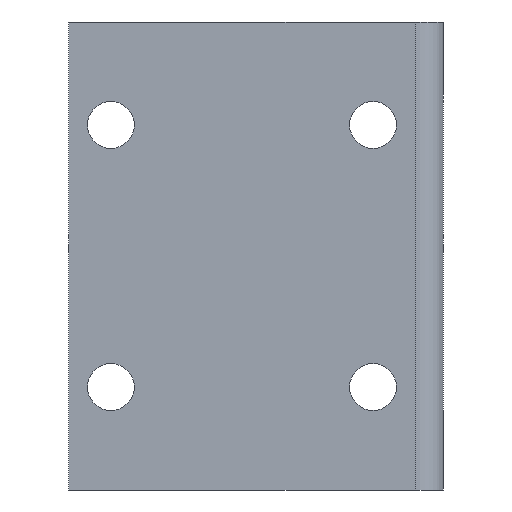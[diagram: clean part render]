
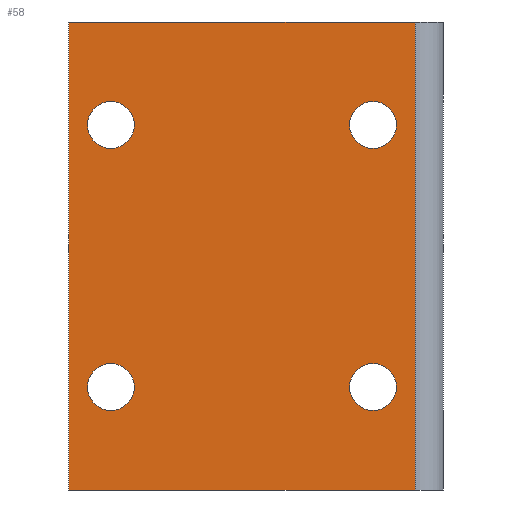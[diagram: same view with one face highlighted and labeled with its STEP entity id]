
A CAD part, left-side view. The second image highlights one B-rep face of the part: STEP entity #58.
In plain terms, the highlighted planar face has unit normal (-1, 0, 0).
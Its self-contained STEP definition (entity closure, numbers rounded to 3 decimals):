
#58 = ADVANCED_FACE( '', ( #130, #131, #132, #133, #134 ), #135, .F. );
#130 = FACE_BOUND( '', #215, .T. );
#131 = FACE_BOUND( '', #216, .T. );
#132 = FACE_BOUND( '', #217, .T. );
#133 = FACE_BOUND( '', #218, .T. );
#134 = FACE_OUTER_BOUND( '', #219, .T. );
#135 = PLANE( '', #220 );
#215 = EDGE_LOOP( '', ( #329 ) );
#216 = EDGE_LOOP( '', ( #330 ) );
#217 = EDGE_LOOP( '', ( #331 ) );
#218 = EDGE_LOOP( '', ( #332 ) );
#219 = EDGE_LOOP( '', ( #333, #334, #335, #336 ) );
#220 = AXIS2_PLACEMENT_3D( '', #337, #338, #339 );
#329 = ORIENTED_EDGE( '', *, *, #448, .T. );
#330 = ORIENTED_EDGE( '', *, *, #449, .T. );
#331 = ORIENTED_EDGE( '', *, *, #450, .T. );
#332 = ORIENTED_EDGE( '', *, *, #451, .T. );
#333 = ORIENTED_EDGE( '', *, *, #420, .T. );
#334 = ORIENTED_EDGE( '', *, *, #430, .F. );
#335 = ORIENTED_EDGE( '', *, *, #452, .F. );
#336 = ORIENTED_EDGE( '', *, *, #453, .T. );
#337 = CARTESIAN_POINT( '', ( 0., 80., 50. ) );
#338 = DIRECTION( '', ( 1., 0., 0. ) );
#339 = DIRECTION( '', ( 0., 0., -1. ) );
#420 = EDGE_CURVE( '', #486, #487, #488, .T. );
#430 = EDGE_CURVE( '', #502, #487, #504, .T. );
#448 = EDGE_CURVE( '', #531, #531, #532, .T. );
#449 = EDGE_CURVE( '', #533, #533, #534, .T. );
#450 = EDGE_CURVE( '', #535, #535, #536, .T. );
#451 = EDGE_CURVE( '', #537, #537, #538, .T. );
#452 = EDGE_CURVE( '', #539, #502, #540, .T. );
#453 = EDGE_CURVE( '', #539, #486, #541, .T. );
#486 = VERTEX_POINT( '', #580 );
#487 = VERTEX_POINT( '', #581 );
#488 = LINE( '', #582, #583 );
#502 = VERTEX_POINT( '', #602 );
#504 = LINE( '', #604, #605 );
#531 = VERTEX_POINT( '', #635 );
#532 = CIRCLE( '', #636, 5. );
#533 = VERTEX_POINT( '', #637 );
#534 = CIRCLE( '', #638, 5. );
#535 = VERTEX_POINT( '', #639 );
#536 = CIRCLE( '', #640, 5. );
#537 = VERTEX_POINT( '', #641 );
#538 = CIRCLE( '', #642, 5. );
#539 = VERTEX_POINT( '', #643 );
#540 = LINE( '', #644, #645 );
#541 = LINE( '', #646, #647 );
#580 = CARTESIAN_POINT( '', ( 0., 80., -50. ) );
#581 = CARTESIAN_POINT( '', ( 0., 6., -50. ) );
#582 = CARTESIAN_POINT( '', ( 0., 80., -50. ) );
#583 = VECTOR( '', #684, 1000. );
#602 = CARTESIAN_POINT( '', ( 0., 6., 50. ) );
#604 = CARTESIAN_POINT( '', ( 0., 6., 50. ) );
#605 = VECTOR( '', #699, 1000. );
#635 = CARTESIAN_POINT( '', ( 0., 15., -33. ) );
#636 = AXIS2_PLACEMENT_3D( '', #727, #728, #729 );
#637 = CARTESIAN_POINT( '', ( 0., 15., 23. ) );
#638 = AXIS2_PLACEMENT_3D( '', #730, #731, #732 );
#639 = CARTESIAN_POINT( '', ( 0., 71., -33. ) );
#640 = AXIS2_PLACEMENT_3D( '', #733, #734, #735 );
#641 = CARTESIAN_POINT( '', ( 0., 71., 23. ) );
#642 = AXIS2_PLACEMENT_3D( '', #736, #737, #738 );
#643 = CARTESIAN_POINT( '', ( 0., 80., 50. ) );
#644 = CARTESIAN_POINT( '', ( 0., 80., 50. ) );
#645 = VECTOR( '', #739, 1000. );
#646 = CARTESIAN_POINT( '', ( 0., 80., 50. ) );
#647 = VECTOR( '', #740, 1000. );
#684 = DIRECTION( '', ( 0., -1., 0. ) );
#699 = DIRECTION( '', ( 0., 0., -1. ) );
#727 = CARTESIAN_POINT( '', ( 0., 15., -28. ) );
#728 = DIRECTION( '', ( 1., 0., 0. ) );
#729 = DIRECTION( '', ( 0., 0., -1. ) );
#730 = CARTESIAN_POINT( '', ( 0., 15., 28. ) );
#731 = DIRECTION( '', ( 1., 0., 0. ) );
#732 = DIRECTION( '', ( 0., 0., -1. ) );
#733 = CARTESIAN_POINT( '', ( 0., 71., -28. ) );
#734 = DIRECTION( '', ( 1., 0., 0. ) );
#735 = DIRECTION( '', ( 0., 0., -1. ) );
#736 = CARTESIAN_POINT( '', ( 0., 71., 28. ) );
#737 = DIRECTION( '', ( 1., 0., 0. ) );
#738 = DIRECTION( '', ( 0., 0., -1. ) );
#739 = DIRECTION( '', ( 0., -1., 0. ) );
#740 = DIRECTION( '', ( 0., 0., -1. ) );
